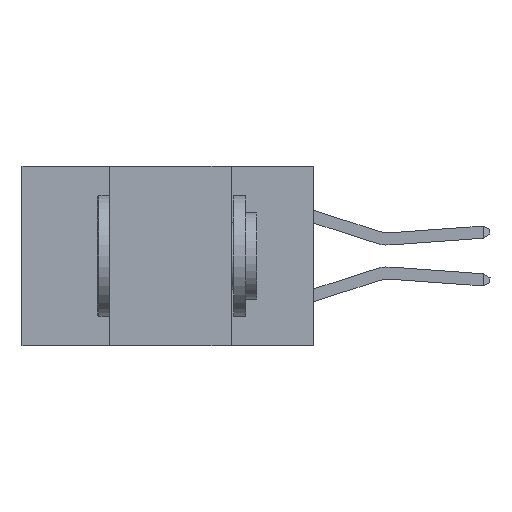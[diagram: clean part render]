
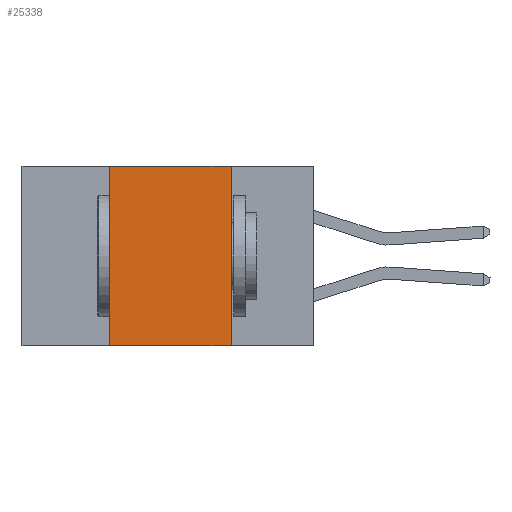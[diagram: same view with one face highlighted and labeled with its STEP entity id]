
A CAD part, left-side view. The second image highlights one B-rep face of the part: STEP entity #25338.
In plain terms, the highlighted planar face has unit normal (-1, 0, 0).
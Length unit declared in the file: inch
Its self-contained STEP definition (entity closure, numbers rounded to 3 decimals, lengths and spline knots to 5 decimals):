
#52 = ORIENTED_EDGE ( 'NONE', *, *, #4986, .F. ) ;
#358 = LINE ( 'NONE', #4569, #15643 ) ;
#774 = CARTESIAN_POINT ( 'NONE',  ( 0., 0.6, -0.37 ) ) ;
#1693 = CARTESIAN_POINT ( 'NONE',  ( 0., 0.42, 0. ) ) ;
#2058 = DIRECTION ( 'NONE',  ( 0., -1., 0. ) ) ;
#2724 = VERTEX_POINT ( 'NONE', #1693 ) ;
#3092 = LINE ( 'NONE', #3800, #35774 ) ;
#3341 = VECTOR ( 'NONE', #6401, 39.37008 ) ;
#3646 = CARTESIAN_POINT ( 'NONE',  ( 0., 0.42, -0.37 ) ) ;
#3800 = CARTESIAN_POINT ( 'NONE',  ( 0., 0.42, 0. ) ) ;
#4569 = CARTESIAN_POINT ( 'NONE',  ( 0., 0.6, 0. ) ) ;
#4986 = EDGE_CURVE ( 'NONE', #24536, #23245, #17937, .T. ) ;
#6401 = DIRECTION ( 'NONE',  ( 0., -1., 0. ) ) ;
#9174 = PLANE ( 'NONE',  #16860 ) ;
#9259 = VERTEX_POINT ( 'NONE', #3646 ) ;
#9893 = VECTOR ( 'NONE', #33944, 39.37008 ) ;
#14570 = LINE ( 'NONE', #774, #3341 ) ;
#15621 = EDGE_LOOP ( 'NONE', ( #52, #30151, #25030, #25660 ) ) ;
#15643 = VECTOR ( 'NONE', #2058, 39.37008 ) ;
#16860 = AXIS2_PLACEMENT_3D ( 'NONE', #20756, #23593, #29241 ) ;
#17937 = LINE ( 'NONE', #28337, #9893 ) ;
#20756 = CARTESIAN_POINT ( 'NONE',  ( 0., 0.6, 0. ) ) ;
#21886 = EDGE_CURVE ( 'NONE', #9259, #2724, #3092, .T. ) ;
#23245 = VERTEX_POINT ( 'NONE', #27145 ) ;
#23593 = DIRECTION ( 'NONE',  ( 1., 0., 0. ) ) ;
#24536 = VERTEX_POINT ( 'NONE', #34396 ) ;
#25030 = ORIENTED_EDGE ( 'NONE', *, *, #21886, .F. ) ;
#25338 = ADVANCED_FACE ( 'NONE', ( #29813 ), #9174, .F. ) ;
#25660 = ORIENTED_EDGE ( 'NONE', *, *, #28860, .T. ) ;
#27078 = EDGE_CURVE ( 'NONE', #2724, #24536, #358, .T. ) ;
#27145 = CARTESIAN_POINT ( 'NONE',  ( 0., 0.17, -0.37 ) ) ;
#28337 = CARTESIAN_POINT ( 'NONE',  ( 0., 0.17, 0. ) ) ;
#28860 = EDGE_CURVE ( 'NONE', #9259, #23245, #14570, .T. ) ;
#29241 = DIRECTION ( 'NONE',  ( 0., 0., -1. ) ) ;
#29813 = FACE_OUTER_BOUND ( 'NONE', #15621, .T. ) ;
#30151 = ORIENTED_EDGE ( 'NONE', *, *, #27078, .F. ) ;
#33944 = DIRECTION ( 'NONE',  ( 0., 0., -1. ) ) ;
#34396 = CARTESIAN_POINT ( 'NONE',  ( 0., 0.17, 0. ) ) ;
#35465 = DIRECTION ( 'NONE',  ( 0., 0., 1. ) ) ;
#35774 = VECTOR ( 'NONE', #35465, 39.37008 ) ;
